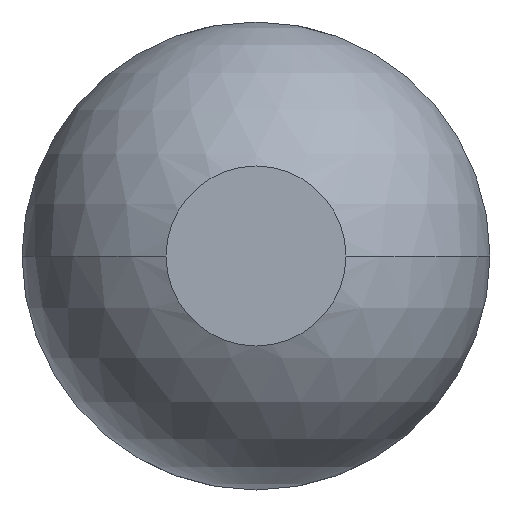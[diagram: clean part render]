
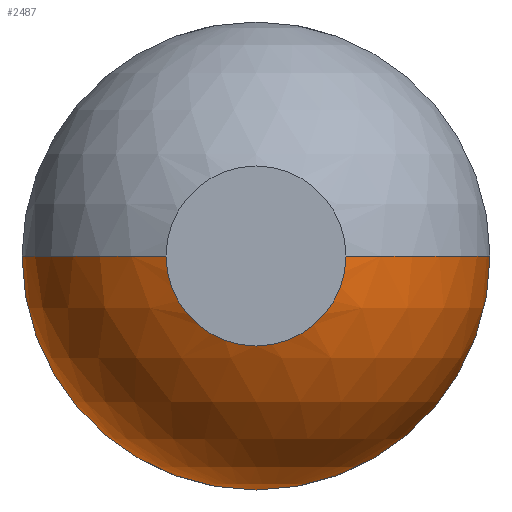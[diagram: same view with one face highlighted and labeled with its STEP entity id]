
A CAD part, front view. The second image highlights one B-rep face of the part: STEP entity #2487.
In plain terms, the highlighted spherical face has radius 0.39 mm.
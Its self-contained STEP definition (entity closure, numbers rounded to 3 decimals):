
#8 = CARTESIAN_POINT ( 'NONE',  ( 0., -35.94, 0. ) ) ;
#103 = SPHERICAL_SURFACE ( 'NONE', #2394, 0.39 ) ;
#105 = VERTEX_POINT ( 'NONE', #966 ) ;
#196 = DIRECTION ( 'NONE',  ( 1., 0., 0. ) ) ;
#255 = ORIENTED_EDGE ( 'NONE', *, *, #2937, .F. ) ;
#299 = DIRECTION ( 'NONE',  ( 0., 0., 1. ) ) ;
#352 = ORIENTED_EDGE ( 'NONE', *, *, #1713, .T. ) ;
#608 = DIRECTION ( 'NONE',  ( 0., 0., -1. ) ) ;
#634 = CARTESIAN_POINT ( 'NONE',  ( 0., -36.3, 0. ) ) ;
#710 = EDGE_LOOP ( 'NONE', ( #3659, #352, #255, #1711, #1371, #2740 ) ) ;
#750 = CARTESIAN_POINT ( 'NONE',  ( -0.15, -36.3, 0. ) ) ;
#753 = DIRECTION ( 'NONE',  ( 1., 0., 0. ) ) ;
#763 = AXIS2_PLACEMENT_3D ( 'NONE', #1710, #3214, #2580 ) ;
#805 = DIRECTION ( 'NONE',  ( 0., 0., 1. ) ) ;
#878 = DIRECTION ( 'NONE',  ( 0., 0., -1. ) ) ;
#939 = CARTESIAN_POINT ( 'NONE',  ( 0.15, -36.3, 0. ) ) ;
#966 = CARTESIAN_POINT ( 'NONE',  ( 0., -35.94, -0.39 ) ) ;
#1003 = DIRECTION ( 'NONE',  ( 0., 0., -1. ) ) ;
#1043 = CIRCLE ( 'NONE', #2999, 0.15 ) ;
#1047 = CIRCLE ( 'NONE', #3254, 0.39 ) ;
#1247 = CARTESIAN_POINT ( 'NONE',  ( -0.39, -35.94, 0. ) ) ;
#1255 = VERTEX_POINT ( 'NONE', #1546 ) ;
#1263 = CIRCLE ( 'NONE', #1293, 0.15 ) ;
#1293 = AXIS2_PLACEMENT_3D ( 'NONE', #634, #3226, #878 ) ;
#1305 = DIRECTION ( 'NONE',  ( 0., -1., 0. ) ) ;
#1371 = ORIENTED_EDGE ( 'NONE', *, *, #2491, .F. ) ;
#1403 = FACE_OUTER_BOUND ( 'NONE', #710, .T. ) ;
#1546 = CARTESIAN_POINT ( 'NONE',  ( 0., -36.3, -0.15 ) ) ;
#1640 = EDGE_CURVE ( 'Defeature ausgef�hrt2_5+Defeature ausgef�hrt2_4+Defeature ausgef�hrt2_4+Defeature ausgef�hrt2_4', #2553, #105, #3479, .T. ) ;
#1671 = CARTESIAN_POINT ( 'NONE',  ( 0., -35.94, 0. ) ) ;
#1678 = EDGE_CURVE ( 'Defeature ausgef�hrt2_10+Defeature ausgef�hrt2_4+Defeature ausgef�hrt2_4+Defeature ausgef�hrt2_4', #2341, #1255, #1263, .T. ) ;
#1710 = CARTESIAN_POINT ( 'NONE',  ( 0., -35.94, 0. ) ) ;
#1711 = ORIENTED_EDGE ( 'NONE', *, *, #1640, .F. ) ;
#1713 = EDGE_CURVE ( 'NONE', #2341, #3588, #1047, .T. ) ;
#1761 = DIRECTION ( 'NONE',  ( -1., 0., 0. ) ) ;
#1960 = CIRCLE ( 'NONE', #763, 0.39 ) ;
#2090 = CARTESIAN_POINT ( 'NONE',  ( 0., -35.94, 0. ) ) ;
#2263 = CARTESIAN_POINT ( 'NONE',  ( 0., -35.94, 0. ) ) ;
#2341 = VERTEX_POINT ( 'NONE', #750 ) ;
#2394 = AXIS2_PLACEMENT_3D ( 'NONE', #1671, #3728, #196 ) ;
#2473 = CARTESIAN_POINT ( 'NONE',  ( 0., -36.3, 0. ) ) ;
#2487 = ADVANCED_FACE ( 'Defeature ausgef�hrt2_4', ( #1403 ), #103, .T. ) ;
#2491 = EDGE_CURVE ( 'NONE', #3566, #2553, #3329, .T. ) ;
#2553 = VERTEX_POINT ( 'NONE', #2906 ) ;
#2580 = DIRECTION ( 'NONE',  ( 0., 0., 1. ) ) ;
#2740 = ORIENTED_EDGE ( 'NONE', *, *, #3173, .F. ) ;
#2810 = AXIS2_PLACEMENT_3D ( 'NONE', #2263, #805, #753 ) ;
#2906 = CARTESIAN_POINT ( 'NONE',  ( 0.39, -35.94, 0. ) ) ;
#2937 = EDGE_CURVE ( 'Defeature ausgef�hrt2_5+Defeature ausgef�hrt2_4+Defeature ausgef�hrt2_4+Defeature ausgef�hrt2_4', #105, #3588, #1960, .T. ) ;
#2960 = DIRECTION ( 'NONE',  ( 0., 1., 0. ) ) ;
#2999 = AXIS2_PLACEMENT_3D ( 'NONE', #2473, #1305, #1003 ) ;
#3173 = EDGE_CURVE ( 'Defeature ausgef�hrt2_10+Defeature ausgef�hrt2_4+Defeature ausgef�hrt2_4+Defeature ausgef�hrt2_4', #1255, #3566, #1043, .T. ) ;
#3214 = DIRECTION ( 'NONE',  ( 0., 1., 0. ) ) ;
#3226 = DIRECTION ( 'NONE',  ( 0., -1., 0. ) ) ;
#3254 = AXIS2_PLACEMENT_3D ( 'NONE', #2090, #608, #1761 ) ;
#3329 = CIRCLE ( 'NONE', #2810, 0.39 ) ;
#3479 = CIRCLE ( 'NONE', #3608, 0.39 ) ;
#3566 = VERTEX_POINT ( 'NONE', #939 ) ;
#3588 = VERTEX_POINT ( 'NONE', #1247 ) ;
#3608 = AXIS2_PLACEMENT_3D ( 'NONE', #8, #2960, #299 ) ;
#3659 = ORIENTED_EDGE ( 'NONE', *, *, #1678, .F. ) ;
#3728 = DIRECTION ( 'NONE',  ( 0., 0., -1. ) ) ;
